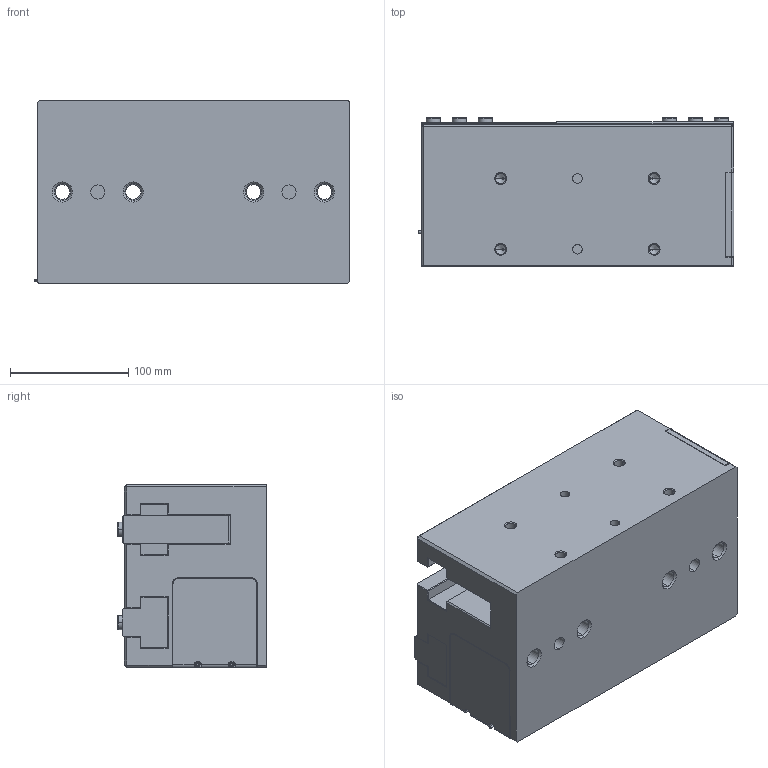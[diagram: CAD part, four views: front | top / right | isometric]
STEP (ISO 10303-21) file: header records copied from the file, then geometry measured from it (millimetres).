
FILE_DESCRIPTION (( 'STEP AP203' ), '1' );
FILE_NAME ('ZJ63-100.STEP', '2025-12-05T02:30:19', ( 'USER-' ), ( 'Microsoft' ), 'SwSTEP 2.0', 'SolidWorks 2018', '' );
FILE_SCHEMA (( 'CONFIG_CONTROL_DESIGN' ));
Length unit declared in the file: millimetre
Products named in the file (10): ZJ-TY25-03001-07 菁裔啣; ﾏ擎ﾗ12｡ﾁ8｡ﾁ6; ZJ63-100; ZJ-TY25-03001-02 喘沭賑輸; ZJ-TY25-03001-09 笢裔啣; ZJ-TY25-03001-08 菁裔啣; 棠羲換覜ん; ZJ-TY25-03001-01 褲极; ZJ-TY25-03001-10 蟀諉輸; 35x18-R3
Assembly tree (17 placements, depth 2):
  ZJ63-100
    ZJ-TY25-03001-01 褲极
    ZJ-TY25-03001-02 喘沭賑輸  x2
    ZJ-TY25-03001-07 菁裔啣
    ZJ-TY25-03001-08 菁裔啣
    ZJ-TY25-03001-10 蟀諉輸  x2
    ZJ-TY25-03001-09 笢裔啣
    35x18-R3
    ﾏ擎ﾗ12｡ﾁ8｡ﾁ6  x6
    棠羲換覜ん  x2
Bounding box: 267.38 x 125.5 x 155 mm (x, y, z)
Volume: 4297424.3 mm3; surface area: 397499.6 mm2
Topology: 17 solids, 17 shells, 1001 faces, 2555 edges, 1627 vertices
Faces by surface type: plane 527, cylinder 201, bspline 155, cone 118
Entity records: 32110 total; most frequent: CARTESIAN_POINT 10896, ORIENTED_EDGE 4388, DIRECTION 3656, EDGE_CURVE 2194, LINE 1508, VECTOR 1508, VERTEX_POINT 1418, AXIS2_PLACEMENT_3D 1074
